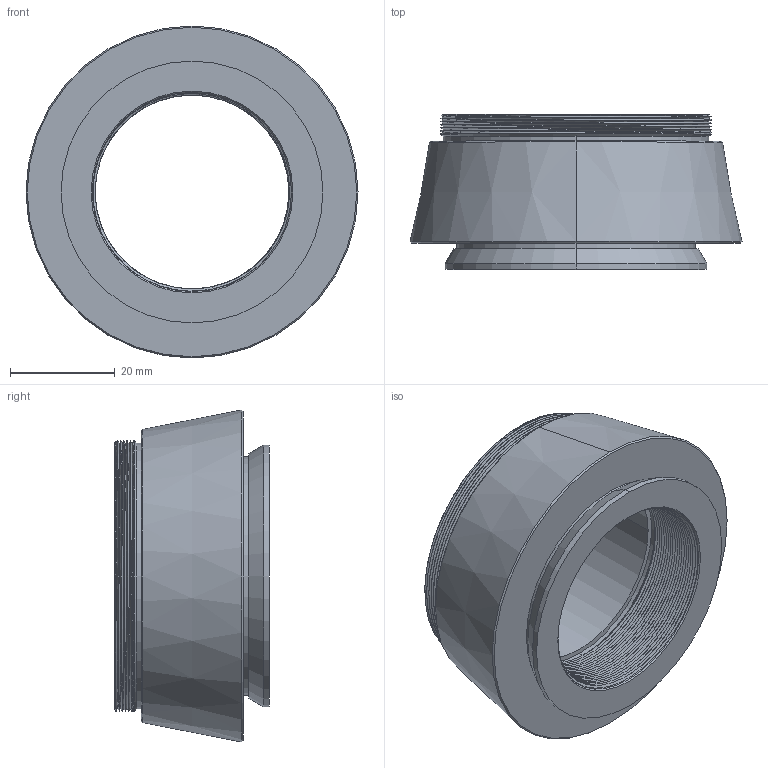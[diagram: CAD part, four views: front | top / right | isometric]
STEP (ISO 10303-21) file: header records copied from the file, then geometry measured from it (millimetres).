
FILE_DESCRIPTION((''),'2;1');
FILE_NAME('MCSM2-D2','2023-08-03T09:53:27',('R&D'),(''),'CREO PARAMETRIC BY PTC INC, 2021063','CREO PARAMETRIC BY PTC INC, 2021063','');
FILE_SCHEMA(('CONFIG_CONTROL_DESIGN'));
Length unit declared in the file: millimetre
Products named in the file (1): MCSM2-D2
Bounding box: 63.38 x 29.57 x 63.38 mm (x, y, z)
Volume: 41760.1 mm3; surface area: 16600.6 mm2
Topology: 1 solids, 5 shells, 76 faces, 184 edges, 116 vertices
Faces by surface type: bspline 27, cylinder 24, cone 15, plane 10
Entity records: 10548 total; most frequent: CARTESIAN_POINT 8909, ORIENTED_EDGE 349, DIRECTION 264, EDGE_CURVE 184, VERTEX_POINT 116, AXIS2_PLACEMENT_3D 95, EDGE_LOOP 83, FACE_OUTER_BOUND 76
